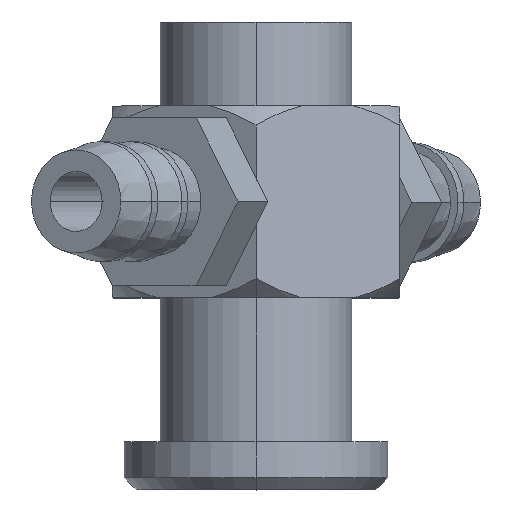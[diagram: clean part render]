
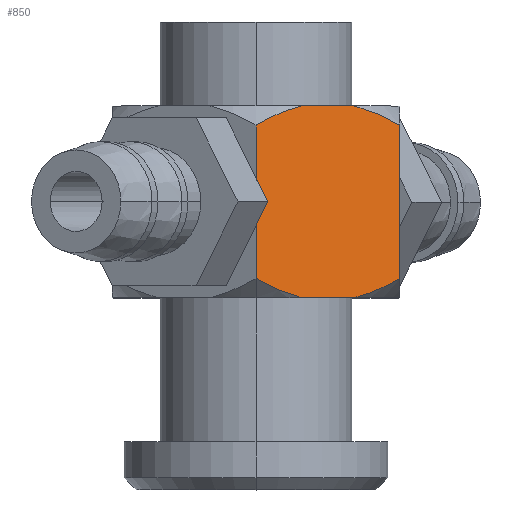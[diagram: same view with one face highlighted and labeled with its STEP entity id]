
A CAD part, top view. The second image highlights one B-rep face of the part: STEP entity #850.
In plain terms, the highlighted planar face has unit normal (0.5, 0, 0.866).
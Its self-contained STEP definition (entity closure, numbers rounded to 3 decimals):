
#13 = CARTESIAN_POINT ( 'NONE',  ( 6., 14.2, 3.464 ) ) ;
#51 = CARTESIAN_POINT ( 'NONE',  ( 4.08, 7., 4.573 ) ) ;
#119 = CARTESIAN_POINT ( 'NONE',  ( 1.92, 15., 5.82 ) ) ;
#167 = CARTESIAN_POINT ( 'NONE',  ( 0., 15., 6.928 ) ) ;
#183 = VECTOR ( 'NONE', #398, 1000. ) ;
#187 = CARTESIAN_POINT ( 'NONE',  ( 1.92, 7., 5.82 ) ) ;
#188 = VERTEX_POINT ( 'NONE', #509 ) ;
#325 = DIRECTION ( 'NONE',  ( -0.866, 0., 0.5 ) ) ;
#331 = CARTESIAN_POINT ( 'NONE',  ( 4.08, 15., 4.573 ) ) ;
#335 = ORIENTED_EDGE ( 'NONE', *, *, #1668, .T. ) ;
#361 = ORIENTED_EDGE ( 'NONE', *, *, #486, .T. ) ;
#367 = B_SPLINE_CURVE_WITH_KNOTS ( 'NONE', 3,
 ( #766, #774, #1537, #782, #1934, #187 ),
 .UNSPECIFIED., .F., .F.,
 ( 4, 2, 4 ),
 ( 0.006, 0.007, 0.008 ),
 .UNSPECIFIED. ) ;
#377 = ORIENTED_EDGE ( 'NONE', *, *, #2162, .T. ) ;
#380 = DIRECTION ( 'NONE',  ( 0., -1., 0. ) ) ;
#384 = LINE ( 'NONE', #1661, #1768 ) ;
#398 = DIRECTION ( 'NONE',  ( 0., -1., 0. ) ) ;
#425 = EDGE_CURVE ( 'NONE', #1635, #2025, #583, .T. ) ;
#467 = EDGE_CURVE ( 'NONE', #2013, #758, #1731, .T. ) ;
#474 = LINE ( 'NONE', #2125, #2266 ) ;
#486 = EDGE_CURVE ( 'NONE', #2425, #188, #1982, .T. ) ;
#509 = CARTESIAN_POINT ( 'NONE',  ( 6., 7.8, 3.464 ) ) ;
#534 = PLANE ( 'NONE',  #1696 ) ;
#580 = CARTESIAN_POINT ( 'NONE',  ( 1.92, 7., 5.82 ) ) ;
#583 = B_SPLINE_CURVE_WITH_KNOTS ( 'NONE', 3,
 ( #13, #2117, #2319, #1755, #1378, #975 ),
 .UNSPECIFIED., .F., .F.,
 ( 4, 2, 4 ),
 ( 0.006, 0.007, 0.008 ),
 .UNSPECIFIED. ) ;
#621 = VERTEX_POINT ( 'NONE', #821 ) ;
#667 = ORIENTED_EDGE ( 'NONE', *, *, #1390, .T. ) ;
#758 = VERTEX_POINT ( 'NONE', #2184 ) ;
#766 = CARTESIAN_POINT ( 'NONE',  ( 0., 7.8, 6.928 ) ) ;
#774 = CARTESIAN_POINT ( 'NONE',  ( 0.305, 7.624, 6.752 ) ) ;
#782 = CARTESIAN_POINT ( 'NONE',  ( 1.255, 7.192, 6.204 ) ) ;
#821 = CARTESIAN_POINT ( 'NONE',  ( 0., 7.8, 6.928 ) ) ;
#850 = ADVANCED_FACE ( 'NONE', ( #1513 ), #534, .F. ) ;
#967 = CARTESIAN_POINT ( 'NONE',  ( 1.259, 14.81, 6.201 ) ) ;
#975 = CARTESIAN_POINT ( 'NONE',  ( 4.08, 15., 4.573 ) ) ;
#1035 = VERTEX_POINT ( 'NONE', #580 ) ;
#1168 = CARTESIAN_POINT ( 'NONE',  ( 0.303, 14.375, 6.753 ) ) ;
#1211 = CARTESIAN_POINT ( 'NONE',  ( 4.414, 7.078, 4.38 ) ) ;
#1288 = VECTOR ( 'NONE', #2151, 1000. ) ;
#1372 = ORIENTED_EDGE ( 'NONE', *, *, #1677, .F. ) ;
#1378 = CARTESIAN_POINT ( 'NONE',  ( 4.414, 14.921, 4.38 ) ) ;
#1390 = EDGE_CURVE ( 'NONE', #758, #621, #2095, .T. ) ;
#1410 = CARTESIAN_POINT ( 'NONE',  ( 4.741, 7.19, 4.191 ) ) ;
#1415 = ORIENTED_EDGE ( 'NONE', *, *, #425, .T. ) ;
#1477 = CARTESIAN_POINT ( 'NONE',  ( 0., 15., 6.928 ) ) ;
#1513 = FACE_OUTER_BOUND ( 'NONE', #1550, .T. ) ;
#1537 = CARTESIAN_POINT ( 'NONE',  ( 0.616, 7.464, 6.573 ) ) ;
#1550 = EDGE_LOOP ( 'NONE', ( #667, #335, #377, #361, #1372, #1415, #2418, #1925 ) ) ;
#1635 = VERTEX_POINT ( 'NONE', #1929 ) ;
#1661 = CARTESIAN_POINT ( 'NONE',  ( 0., 15., 6.928 ) ) ;
#1668 = EDGE_CURVE ( 'NONE', #621, #1035, #367, .T. ) ;
#1677 = EDGE_CURVE ( 'NONE', #1635, #188, #474, .T. ) ;
#1696 = AXIS2_PLACEMENT_3D ( 'NONE', #1477, #2022, #325 ) ;
#1731 = B_SPLINE_CURVE_WITH_KNOTS ( 'NONE', 3,
 ( #2109, #1739, #967, #2307, #1168, #2331 ),
 .UNSPECIFIED., .F., .F.,
 ( 4, 2, 4 ),
 ( 0.011, 0.012, 0.013 ),
 .UNSPECIFIED. ) ;
#1739 = CARTESIAN_POINT ( 'NONE',  ( 1.586, 14.922, 6.012 ) ) ;
#1755 = CARTESIAN_POINT ( 'NONE',  ( 4.745, 14.808, 4.189 ) ) ;
#1768 = VECTOR ( 'NONE', #2430, 1000. ) ;
#1910 = LINE ( 'NONE', #2373, #1288 ) ;
#1925 = ORIENTED_EDGE ( 'NONE', *, *, #467, .T. ) ;
#1929 = CARTESIAN_POINT ( 'NONE',  ( 6., 14.2, 3.464 ) ) ;
#1934 = CARTESIAN_POINT ( 'NONE',  ( 1.586, 7.079, 6.013 ) ) ;
#1962 = CARTESIAN_POINT ( 'NONE',  ( 5.384, 7.464, 3.82 ) ) ;
#1982 = B_SPLINE_CURVE_WITH_KNOTS ( 'NONE', 3,
 ( #51, #1211, #1410, #1962, #2362, #2353 ),
 .UNSPECIFIED., .F., .F.,
 ( 4, 2, 4 ),
 ( 0.011, 0.012, 0.013 ),
 .UNSPECIFIED. ) ;
#1991 = CARTESIAN_POINT ( 'NONE',  ( 4.08, 7., 4.573 ) ) ;
#2013 = VERTEX_POINT ( 'NONE', #119 ) ;
#2019 = EDGE_CURVE ( 'NONE', #2013, #2025, #384, .T. ) ;
#2022 = DIRECTION ( 'NONE',  ( -0.5, 0., -0.866 ) ) ;
#2025 = VERTEX_POINT ( 'NONE', #331 ) ;
#2095 = LINE ( 'NONE', #167, #183 ) ;
#2109 = CARTESIAN_POINT ( 'NONE',  ( 1.92, 15., 5.82 ) ) ;
#2117 = CARTESIAN_POINT ( 'NONE',  ( 5.695, 14.376, 3.64 ) ) ;
#2125 = CARTESIAN_POINT ( 'NONE',  ( 6., 15., 3.464 ) ) ;
#2151 = DIRECTION ( 'NONE',  ( 0.866, 0., -0.5 ) ) ;
#2162 = EDGE_CURVE ( 'NONE', #1035, #2425, #1910, .T. ) ;
#2184 = CARTESIAN_POINT ( 'NONE',  ( 0., 14.2, 6.928 ) ) ;
#2266 = VECTOR ( 'NONE', #380, 1000. ) ;
#2307 = CARTESIAN_POINT ( 'NONE',  ( 0.616, 14.536, 6.572 ) ) ;
#2319 = CARTESIAN_POINT ( 'NONE',  ( 5.384, 14.536, 3.82 ) ) ;
#2331 = CARTESIAN_POINT ( 'NONE',  ( 0., 14.2, 6.928 ) ) ;
#2353 = CARTESIAN_POINT ( 'NONE',  ( 6., 7.8, 3.464 ) ) ;
#2362 = CARTESIAN_POINT ( 'NONE',  ( 5.697, 7.625, 3.639 ) ) ;
#2373 = CARTESIAN_POINT ( 'NONE',  ( 0., 7., 6.928 ) ) ;
#2418 = ORIENTED_EDGE ( 'NONE', *, *, #2019, .F. ) ;
#2425 = VERTEX_POINT ( 'NONE', #1991 ) ;
#2430 = DIRECTION ( 'NONE',  ( 0.866, 0., -0.5 ) ) ;
